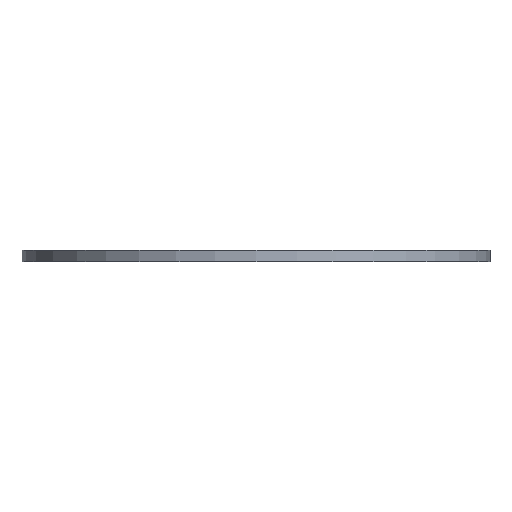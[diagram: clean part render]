
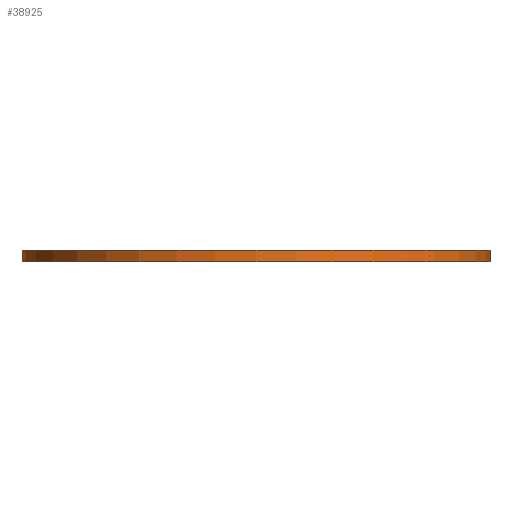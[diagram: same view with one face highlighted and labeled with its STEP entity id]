
A CAD part, front view. The second image highlights one B-rep face of the part: STEP entity #38925.
In plain terms, the highlighted cylindrical face has radius 6.25 mm (diameter 12.5 mm), a full revolution.
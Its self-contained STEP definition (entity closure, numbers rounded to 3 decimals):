
#722 = PLANE('',#723);
#723 = AXIS2_PLACEMENT_3D('',#724,#725,#726);
#724 = CARTESIAN_POINT('',(0.,0.,0.3));
#725 = DIRECTION('',(0.,0.,1.));
#726 = DIRECTION('',(1.,0.,-0.));
#38278 = EDGE_CURVE('',#38279,#38279,#38281,.T.);
#38279 = VERTEX_POINT('',#38280);
#38280 = CARTESIAN_POINT('',(-6.25,0.,0.3));
#38281 = SURFACE_CURVE('',#38282,(#38287,#38294),.PCURVE_S1.);
#38282 = CIRCLE('',#38283,6.25);
#38283 = AXIS2_PLACEMENT_3D('',#38284,#38285,#38286);
#38284 = CARTESIAN_POINT('',(0.,0.,0.3));
#38285 = DIRECTION('',(0.,0.,1.));
#38286 = DIRECTION('',(1.,0.,-0.));
#38287 = PCURVE('',#722,#38288);
#38288 = DEFINITIONAL_REPRESENTATION('',(#38289),#38293);
#38289 = CIRCLE('',#38290,6.25);
#38290 = AXIS2_PLACEMENT_2D('',#38291,#38292);
#38291 = CARTESIAN_POINT('',(0.,0.));
#38292 = DIRECTION('',(1.,0.));
#38293 = ( GEOMETRIC_REPRESENTATION_CONTEXT(2) 
PARAMETRIC_REPRESENTATION_CONTEXT() REPRESENTATION_CONTEXT('2D SPACE',''
  ) );
#38294 = PCURVE('',#38295,#38300);
#38295 = CYLINDRICAL_SURFACE('',#38296,6.25);
#38296 = AXIS2_PLACEMENT_3D('',#38297,#38298,#38299);
#38297 = CARTESIAN_POINT('',(0.,0.,0.));
#38298 = DIRECTION('',(0.,0.,1.));
#38299 = DIRECTION('',(1.,0.,-0.));
#38300 = DEFINITIONAL_REPRESENTATION('',(#38301),#38305);
#38301 = LINE('',#38302,#38303);
#38302 = CARTESIAN_POINT('',(-6.283,0.3));
#38303 = VECTOR('',#38304,1.);
#38304 = DIRECTION('',(1.,0.));
#38305 = ( GEOMETRIC_REPRESENTATION_CONTEXT(2) 
PARAMETRIC_REPRESENTATION_CONTEXT() REPRESENTATION_CONTEXT('2D SPACE',''
  ) );
#38908 = PLANE('',#38909);
#38909 = AXIS2_PLACEMENT_3D('',#38910,#38911,#38912);
#38910 = CARTESIAN_POINT('',(0.,0.,0.));
#38911 = DIRECTION('',(0.,0.,1.));
#38912 = DIRECTION('',(1.,0.,-0.));
#38925 = ADVANCED_FACE('',(#38926),#38295,.T.);
#38926 = FACE_BOUND('',#38927,.T.);
#38927 = EDGE_LOOP('',(#38928,#38929,#38952,#38974));
#38928 = ORIENTED_EDGE('',*,*,#38278,.F.);
#38929 = ORIENTED_EDGE('',*,*,#38930,.T.);
#38930 = EDGE_CURVE('',#38279,#38931,#38933,.T.);
#38931 = VERTEX_POINT('',#38932);
#38932 = CARTESIAN_POINT('',(-6.25,0.,0.));
#38933 = SEAM_CURVE('',#38934,(#38938,#38945),.PCURVE_S1.);
#38934 = LINE('',#38935,#38936);
#38935 = CARTESIAN_POINT('',(-6.25,0.,0.));
#38936 = VECTOR('',#38937,1.);
#38937 = DIRECTION('',(0.,0.,-1.));
#38938 = PCURVE('',#38295,#38939);
#38939 = DEFINITIONAL_REPRESENTATION('',(#38940),#38944);
#38940 = LINE('',#38941,#38942);
#38941 = CARTESIAN_POINT('',(-3.142,0.));
#38942 = VECTOR('',#38943,1.);
#38943 = DIRECTION('',(0.,-1.));
#38944 = ( GEOMETRIC_REPRESENTATION_CONTEXT(2) 
PARAMETRIC_REPRESENTATION_CONTEXT() REPRESENTATION_CONTEXT('2D SPACE',''
  ) );
#38945 = PCURVE('',#38295,#38946);
#38946 = DEFINITIONAL_REPRESENTATION('',(#38947),#38951);
#38947 = LINE('',#38948,#38949);
#38948 = CARTESIAN_POINT('',(3.142,0.));
#38949 = VECTOR('',#38950,1.);
#38950 = DIRECTION('',(0.,-1.));
#38951 = ( GEOMETRIC_REPRESENTATION_CONTEXT(2) 
PARAMETRIC_REPRESENTATION_CONTEXT() REPRESENTATION_CONTEXT('2D SPACE',''
  ) );
#38952 = ORIENTED_EDGE('',*,*,#38953,.T.);
#38953 = EDGE_CURVE('',#38931,#38931,#38954,.T.);
#38954 = SURFACE_CURVE('',#38955,(#38960,#38967),.PCURVE_S1.);
#38955 = CIRCLE('',#38956,6.25);
#38956 = AXIS2_PLACEMENT_3D('',#38957,#38958,#38959);
#38957 = CARTESIAN_POINT('',(0.,0.,0.));
#38958 = DIRECTION('',(0.,0.,1.));
#38959 = DIRECTION('',(1.,0.,-0.));
#38960 = PCURVE('',#38295,#38961);
#38961 = DEFINITIONAL_REPRESENTATION('',(#38962),#38966);
#38962 = LINE('',#38963,#38964);
#38963 = CARTESIAN_POINT('',(-6.283,0.));
#38964 = VECTOR('',#38965,1.);
#38965 = DIRECTION('',(1.,0.));
#38966 = ( GEOMETRIC_REPRESENTATION_CONTEXT(2) 
PARAMETRIC_REPRESENTATION_CONTEXT() REPRESENTATION_CONTEXT('2D SPACE',''
  ) );
#38967 = PCURVE('',#38908,#38968);
#38968 = DEFINITIONAL_REPRESENTATION('',(#38969),#38973);
#38969 = CIRCLE('',#38970,6.25);
#38970 = AXIS2_PLACEMENT_2D('',#38971,#38972);
#38971 = CARTESIAN_POINT('',(0.,0.));
#38972 = DIRECTION('',(1.,0.));
#38973 = ( GEOMETRIC_REPRESENTATION_CONTEXT(2) 
PARAMETRIC_REPRESENTATION_CONTEXT() REPRESENTATION_CONTEXT('2D SPACE',''
  ) );
#38974 = ORIENTED_EDGE('',*,*,#38930,.F.);
